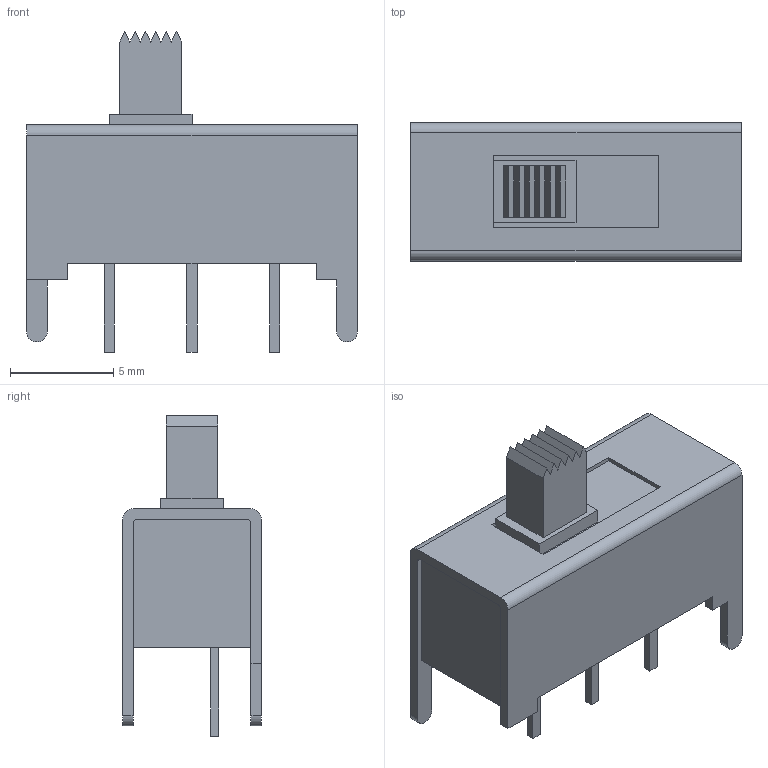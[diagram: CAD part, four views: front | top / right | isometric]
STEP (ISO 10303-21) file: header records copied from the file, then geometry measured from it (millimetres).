
FILE_DESCRIPTION (( 'STEP AP214' ), '1' );
FILE_NAME ('MHS12204.STEP', '2024-09-29T18:09:35', ( '' ), ( '' ), 'SwSTEP 2.0', 'SolidWorks 2024', '' );
FILE_SCHEMA (( 'AUTOMOTIVE_DESIGN' ));
Length unit declared in the file: millimetre
Products named in the file (1): MHS12204
Bounding box: 16 x 6.7 x 15.5 mm (x, y, z)
Volume: 737.4 mm3; surface area: 636.8 mm2
Topology: 1 solids, 1 shells, 76 faces, 205 edges, 136 vertices
Faces by surface type: plane 66, cylinder 10
Entity records: 2552 total; most frequent: CARTESIAN_POINT 418, ORIENTED_EDGE 410, DIRECTION 379, EDGE_CURVE 205, VECTOR 185, LINE 185, VERTEX_POINT 136, AXIS2_PLACEMENT_3D 97
